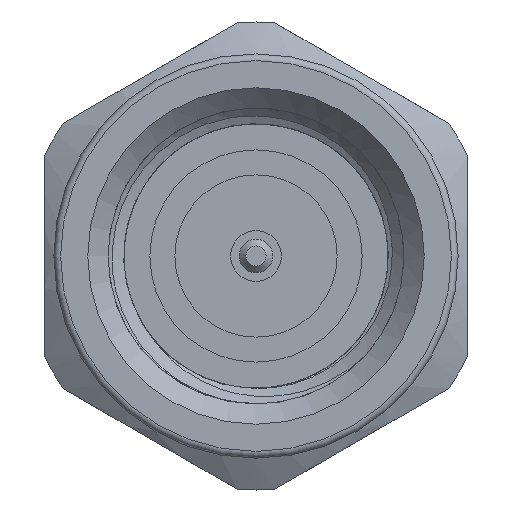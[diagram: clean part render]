
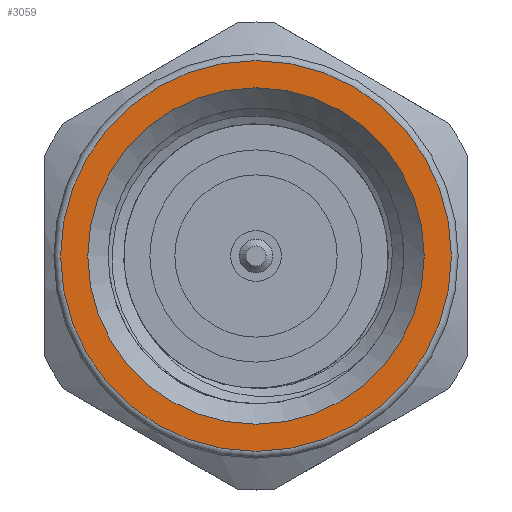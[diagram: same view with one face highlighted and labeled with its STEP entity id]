
A CAD part, left-side view. The second image highlights one B-rep face of the part: STEP entity #3059.
In plain terms, the highlighted planar face has unit normal (-1, 0, 0).
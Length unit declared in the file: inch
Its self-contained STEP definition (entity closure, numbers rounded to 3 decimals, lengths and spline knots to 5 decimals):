
#652 = VERTEX_POINT ( 'NONE', #988 ) ;
#958 = CARTESIAN_POINT ( 'NONE',  ( 0., 0., 0. ) ) ;
#977 = CIRCLE ( 'NONE', #2244, 0.24875 ) ;
#988 = CARTESIAN_POINT ( 'NONE',  ( 0., 0.24875, 0. ) ) ;
#1139 = DIRECTION ( 'NONE',  ( 0., 0., 1. ) ) ;
#1378 = DIRECTION ( 'NONE',  ( 0., 1., 0. ) ) ;
#1756 = DIRECTION ( 'NONE',  ( 0., 1., 0. ) ) ;
#1816 = ORIENTED_EDGE ( 'NONE', *, *, #5329, .T. ) ;
#1839 = DIRECTION ( 'NONE',  ( 1., 0., 0. ) ) ;
#1868 = AXIS2_PLACEMENT_3D ( 'NONE', #4083, #4557, #1139 ) ;
#2244 = AXIS2_PLACEMENT_3D ( 'NONE', #4397, #1839, #1756 ) ;
#2289 = VERTEX_POINT ( 'NONE', #2734 ) ;
#2420 = FACE_BOUND ( 'NONE', #3615, .T. ) ;
#2632 = EDGE_LOOP ( 'NONE', ( #1816 ) ) ;
#2734 = CARTESIAN_POINT ( 'NONE',  ( 0., 0.28892, 0. ) ) ;
#3059 = ADVANCED_FACE ( 'NONE', ( #2420, #4972 ), #5372, .F. ) ;
#3100 = ORIENTED_EDGE ( 'NONE', *, *, #4377, .T. ) ;
#3468 = DIRECTION ( 'NONE',  ( -1., 0., 0. ) ) ;
#3615 = EDGE_LOOP ( 'NONE', ( #3100 ) ) ;
#3682 = CIRCLE ( 'NONE', #3775, 0.28892 ) ;
#3775 = AXIS2_PLACEMENT_3D ( 'NONE', #958, #3468, #1378 ) ;
#4083 = CARTESIAN_POINT ( 'NONE',  ( 0., 0.27, 0. ) ) ;
#4377 = EDGE_CURVE ( 'NONE', #652, #652, #977, .T. ) ;
#4397 = CARTESIAN_POINT ( 'NONE',  ( 0., 0., 0. ) ) ;
#4557 = DIRECTION ( 'NONE',  ( 1., 0., 0. ) ) ;
#4972 = FACE_OUTER_BOUND ( 'NONE', #2632, .T. ) ;
#5329 = EDGE_CURVE ( 'NONE', #2289, #2289, #3682, .T. ) ;
#5372 = PLANE ( 'NONE',  #1868 ) ;
